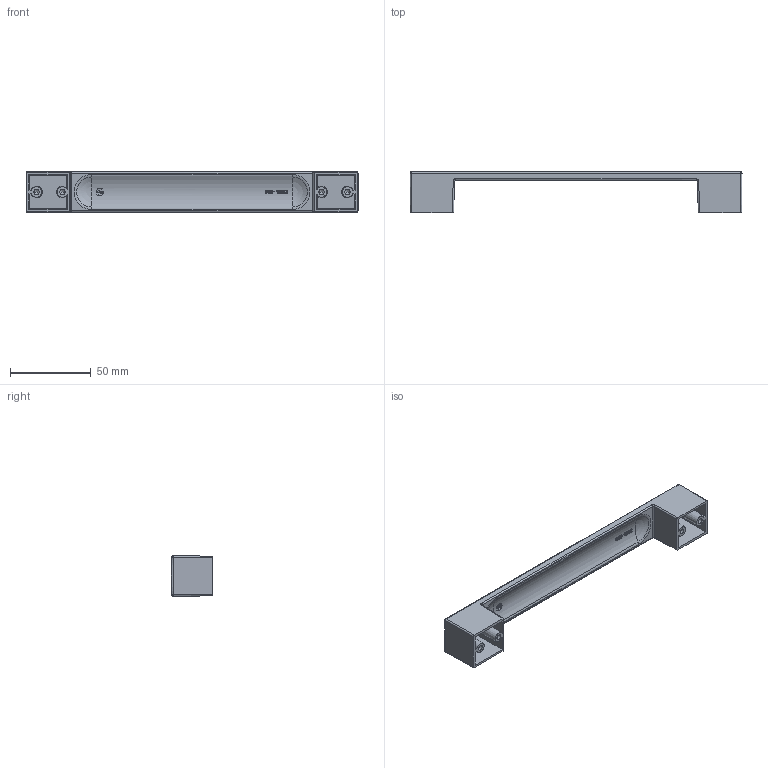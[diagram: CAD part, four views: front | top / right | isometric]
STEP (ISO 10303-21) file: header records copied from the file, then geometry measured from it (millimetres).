
FILE_DESCRIPTION(('Creo Elements/Direct Modeling STEP Export'),'2;1');
FILE_NAME('2328-205.stp','2022-05-04T 9:55:11',(''),(''),'Creo Elements/Direct Modeling STEP processor for AP214 (Solid Model)','Creo Elements/Direct Modeling 20.0 12-Nov-2016 (C) Parametric Technology GmbH','');
FILE_SCHEMA(('AUTOMOTIVE_DESIGN { 1 0 10303 214 1 1 1 1 }'));
Length unit declared in the file: millimetre
Products named in the file (2): ZN-9246
Assembly tree (1 placements, depth 2):
  ZN-9246
    ZN-9246
Bounding box: 205.03 x 25.4 x 24.99 mm (x, y, z)
Volume: 29012.2 mm3; surface area: 22546.8 mm2
Topology: 1 solids, 1 shells, 527 faces, 1481 edges, 972 vertices
Faces by surface type: plane 430, cylinder 50, bspline 18, extrusion 13, cone 12, torus 2, sphere 2
Entity records: 20371 total; most frequent: CARTESIAN_POINT 6319, DIRECTION 3088, ORIENTED_EDGE 2942, EDGE_CURVE 1471, AXIS2_PLACEMENT_3D 1237, VERTEX_POINT 972, ELLIPSE 632, VECTOR 614
